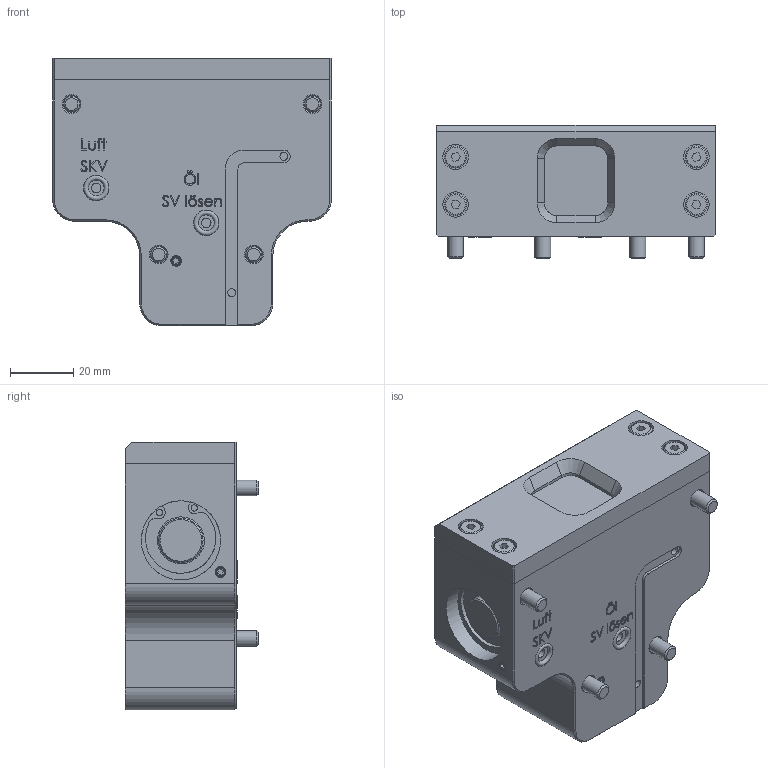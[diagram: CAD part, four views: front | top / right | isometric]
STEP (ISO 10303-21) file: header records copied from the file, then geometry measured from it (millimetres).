
FILE_DESCRIPTION (( 'STEP AP214' ), '1' );
FILE_NAME ('STARK_704 296_A.STEP', '2020-11-25T10:41:54', ( '' ), ( '' ), 'SwSTEP 2.0', 'SolidWorks 2019', '' );
FILE_SCHEMA (( 'AUTOMOTIVE_DESIGN' ));
Length unit declared in the file: millimetre
Products named in the file (1): STARK_704 296_A
Bounding box: 88 x 42 x 84.5 mm (x, y, z)
Volume: 199962.2 mm3; surface area: 32667.4 mm2
Topology: 1 solids, 10 shells, 554 faces, 1350 edges, 888 vertices
Faces by surface type: plane 294, bspline 107, cylinder 100, cone 37, torus 16
Full cylindrical faces by diameter (mm): 2 x4, 2.5 x3, 3 x2, 3.3 x2, 4 x4, 4.3 x4, 5 x4, 5.3 x4, 7 x4, 8 x6, 10 x4, 14 x2, 24.95 x2, 25 x4, 26.2 x2
Entity records: 23695 total; most frequent: CARTESIAN_POINT 9907, ORIENTED_EDGE 2440, DIRECTION 2026, EDGE_CURVE 1220, VERTEX_POINT 852, EDGE_LOOP 738, VECTOR 728, LINE 728
